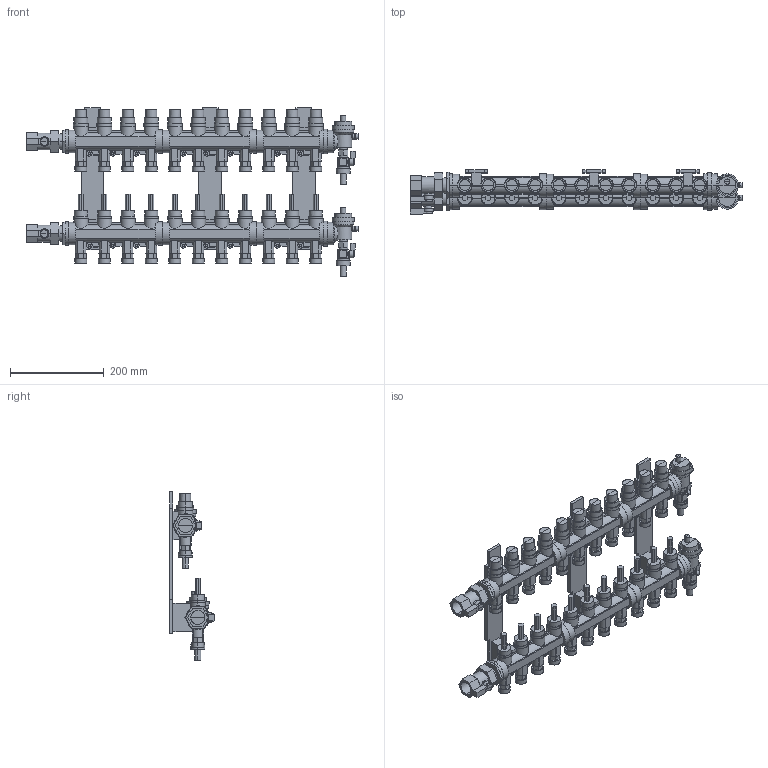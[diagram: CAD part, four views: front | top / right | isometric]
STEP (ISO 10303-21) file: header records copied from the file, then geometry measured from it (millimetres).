
FILE_DESCRIPTION(('CATIA V5 STEP Exchange','CAx-IF Rec.Pracs.--- Model Styling and Organization---1.5--- 2016-08-15','CAx-IF Rec.Pracs.---Supplemental Geometry---1.0---2011-11-01','CAx-IF Rec.Pracs.--- Composite Materials ---3.4---2017-06-13','CAx-IF Rec.Pracs.---Tessellated 3D Geometry---1.0---2015-12-17'),'2;1');
FILE_NAME('STEP_6716M1_-_TST.stp','2025-03-04T08:51:31+00:00',('none'),('none'),'CATIA Version 5-6 Release 2020 SP5','CATIA V5 STEP AP242 v2','none');
FILE_SCHEMA(('AP242_MANAGED_MODEL_BASED_3D_ENGINEERING_MIM_LF {1 0 10303 442 1 1 4}'));
Products named in the file (1): 6716M1 - TST
Bounding box: 706.8 x 94.04 x 358.97 mm (x, y, z)
Volume: 3477948.7 mm3; surface area: 560826.3 mm2
Topology: 1 solids, 1 shells, 1799 faces, 4727 edges, 2944 vertices
Faces by surface type: plane 1285, cylinder 502, cone 12
Entity records: 56336 total; most frequent: CARTESIAN_POINT 21095, ORIENTED_EDGE 9454, EDGE_CURVE 4727, DIRECTION 4112, B_SPLINE_CURVE_WITH_KNOTS 3351, VERTEX_POINT 2944, AXIS2_PLACEMENT_3D 2013, EDGE_LOOP 1873
